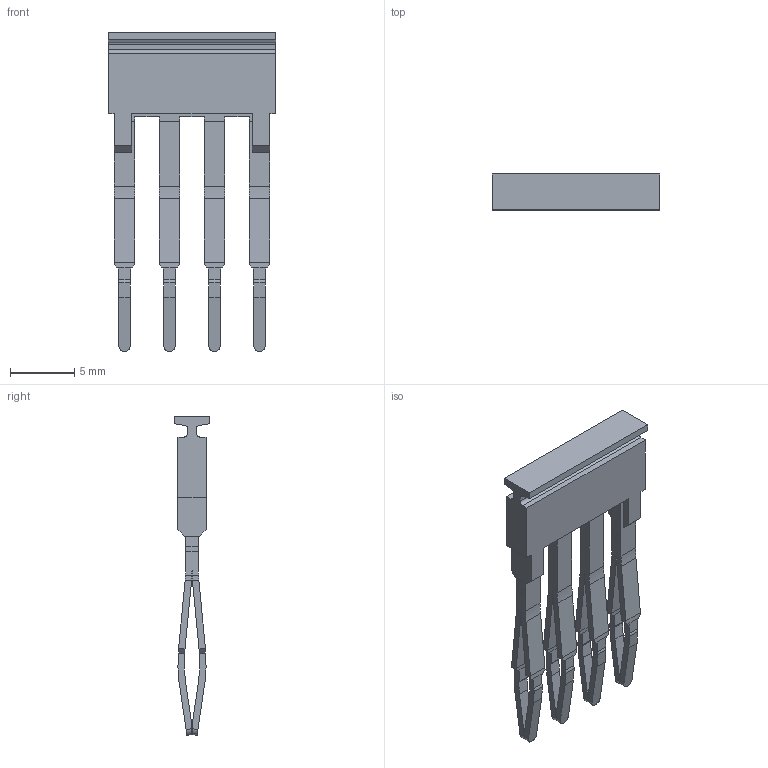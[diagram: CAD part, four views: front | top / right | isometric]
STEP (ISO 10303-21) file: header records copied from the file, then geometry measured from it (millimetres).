
FILE_DESCRIPTION(('CATIA V5R22 STEP214','CAx-IF Rec.Pracs.--- Model Styling and Organization---1.4--- 2014-01-23'),'2;1');
FILE_NAME ('021150-6_0', '2021-06-23T14:55:28+00:00', ('Weidmueller Interface'), ('Weidmueller'), 'CATIA Version 5-6 Release 2016 SP3 HF44', 'CATIA V5 STEP AP214', 'none');
FILE_SCHEMA(('AUTOMOTIVE_DESIGN { 1 0 10303 214 1 1 1 1 }'));
Length unit declared in the file: millimetre
Products named in the file (1): 1776140000
Bounding box: 13 x 2.8 x 24.8 mm (x, y, z)
Volume: 277.4 mm3; surface area: 813.1 mm2
Topology: 2 solids, 2 shells, 250 faces, 775 edges, 529 vertices
Faces by surface type: plane 166, cylinder 84
Entity records: 8509 total; most frequent: CARTESIAN_POINT 2226, ORIENTED_EDGE 1550, DIRECTION 929, EDGE_CURVE 775, VERTEX_POINT 529, VECTOR 503, LINE 503, AXIS2_PLACEMENT_3D 282
